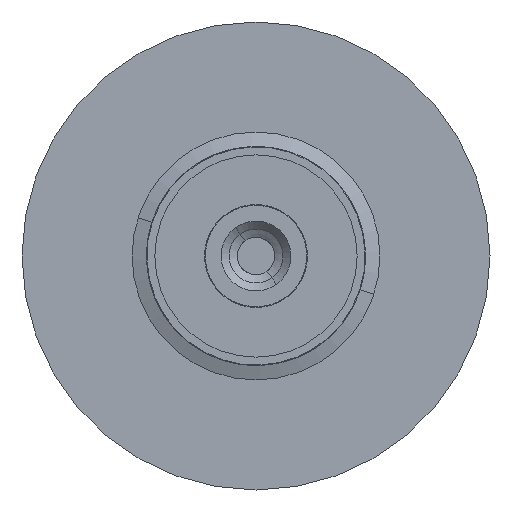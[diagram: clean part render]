
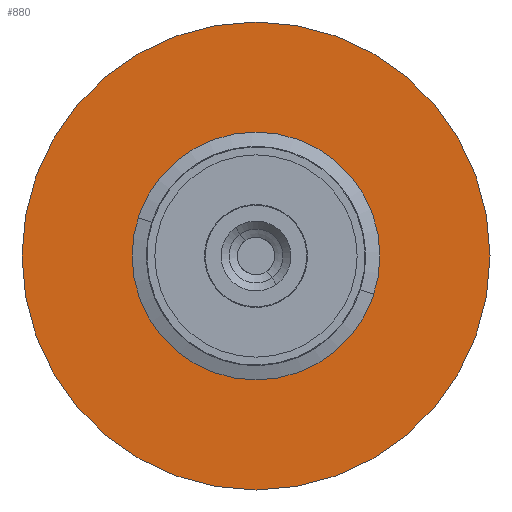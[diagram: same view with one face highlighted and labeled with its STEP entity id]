
A CAD part, front view. The second image highlights one B-rep face of the part: STEP entity #880.
In plain terms, the highlighted planar face has unit normal (0, -1, 0).
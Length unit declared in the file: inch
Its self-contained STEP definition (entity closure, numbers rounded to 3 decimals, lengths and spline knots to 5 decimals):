
#203 = AXIS2_PLACEMENT_3D ( 'NONE', #2634, #2639, #2640 ) ;
#280 = AXIS2_PLACEMENT_3D ( 'NONE', #1884, #1877, #1880 ) ;
#315 = AXIS2_PLACEMENT_3D ( 'NONE', #1864, #1847, #1862 ) ;
#318 = AXIS2_PLACEMENT_3D ( 'NONE', #1886, #1885, #1883 ) ;
#346 = AXIS2_PLACEMENT_3D ( 'NONE', #1895, #1892, #1891 ) ;
#361 = EDGE_CURVE ( 'NONE', #2944, #2931, #681, .T. ) ;
#364 = EDGE_CURVE ( 'NONE', #2935, #2945, #675, .T. ) ;
#368 = EDGE_CURVE ( 'NONE', #2945, #2935, #669, .T. ) ;
#370 = EDGE_CURVE ( 'NONE', #2931, #2944, #663, .T. ) ;
#516 = CARTESIAN_POINT ( 'NONE',  ( 0., 0.55221, -0.59 ) ) ;
#521 = CARTESIAN_POINT ( 'NONE',  ( 0., 0.55221, -0.3125 ) ) ;
#534 = CARTESIAN_POINT ( 'NONE',  ( 0., 0.55221, 0.59 ) ) ;
#535 = CARTESIAN_POINT ( 'NONE',  ( 0., 0.55221, 0.3125 ) ) ;
#663 = CIRCLE ( 'NONE', #318, 0.59 ) ;
#669 = CIRCLE ( 'NONE', #346, 0.3125 ) ;
#675 = CIRCLE ( 'NONE', #315, 0.3125 ) ;
#681 = CIRCLE ( 'NONE', #280, 0.59 ) ;
#740 = FACE_OUTER_BOUND ( 'NONE', #2298, .T. ) ;
#880 = ADVANCED_FACE ( 'NONE', ( #740, #2131 ), #2637, .F. ) ;
#1145 = ORIENTED_EDGE ( 'NONE', *, *, #361, .F. ) ;
#1148 = ORIENTED_EDGE ( 'NONE', *, *, #370, .F. ) ;
#1152 = ORIENTED_EDGE ( 'NONE', *, *, #364, .T. ) ;
#1244 = ORIENTED_EDGE ( 'NONE', *, *, #368, .T. ) ;
#1847 = DIRECTION ( 'NONE',  ( 0., 1., 0. ) ) ;
#1862 = DIRECTION ( 'NONE',  ( 0., 0., 1. ) ) ;
#1864 = CARTESIAN_POINT ( 'NONE',  ( 0., 0.55221, 0. ) ) ;
#1877 = DIRECTION ( 'NONE',  ( 0., 1., 0. ) ) ;
#1880 = DIRECTION ( 'NONE',  ( 0., 0., 1. ) ) ;
#1883 = DIRECTION ( 'NONE',  ( 0., 0., 1. ) ) ;
#1884 = CARTESIAN_POINT ( 'NONE',  ( 0., 0.55221, 0. ) ) ;
#1885 = DIRECTION ( 'NONE',  ( 0., 1., 0. ) ) ;
#1886 = CARTESIAN_POINT ( 'NONE',  ( 0., 0.55221, 0. ) ) ;
#1891 = DIRECTION ( 'NONE',  ( 0., 0., 1. ) ) ;
#1892 = DIRECTION ( 'NONE',  ( 0., 1., 0. ) ) ;
#1895 = CARTESIAN_POINT ( 'NONE',  ( 0., 0.55221, 0. ) ) ;
#2131 = FACE_BOUND ( 'NONE', #2297, .T. ) ;
#2297 = EDGE_LOOP ( 'NONE', ( #1244, #1152 ) ) ;
#2298 = EDGE_LOOP ( 'NONE', ( #1145, #1148 ) ) ;
#2634 = CARTESIAN_POINT ( 'NONE',  ( 0.59, 0.55221, 0. ) ) ;
#2637 = PLANE ( 'NONE',  #203 ) ;
#2639 = DIRECTION ( 'NONE',  ( 0., 1., 0. ) ) ;
#2640 = DIRECTION ( 'NONE',  ( 0., 0., 1. ) ) ;
#2931 = VERTEX_POINT ( 'NONE', #516 ) ;
#2935 = VERTEX_POINT ( 'NONE', #521 ) ;
#2944 = VERTEX_POINT ( 'NONE', #534 ) ;
#2945 = VERTEX_POINT ( 'NONE', #535 ) ;
